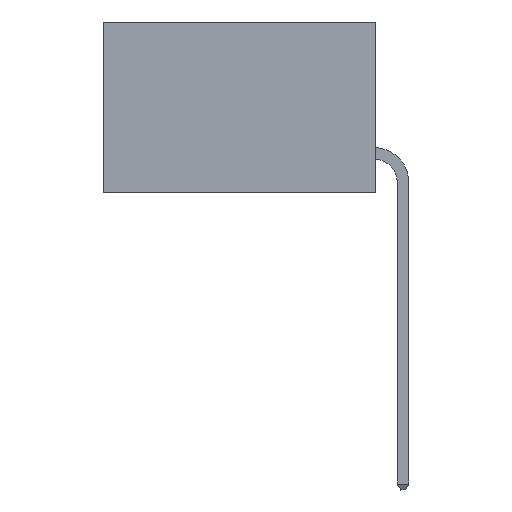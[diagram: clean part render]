
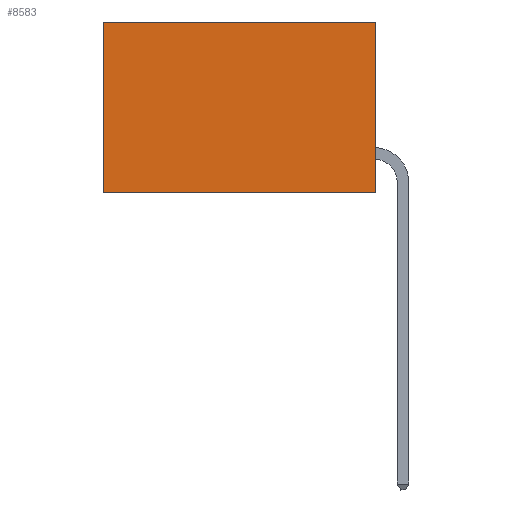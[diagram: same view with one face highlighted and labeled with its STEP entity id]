
A CAD part, left-side view. The second image highlights one B-rep face of the part: STEP entity #8583.
In plain terms, the highlighted planar face has unit normal (-1, 0, 0).
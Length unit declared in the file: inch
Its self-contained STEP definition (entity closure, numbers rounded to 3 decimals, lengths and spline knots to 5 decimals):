
#732 = EDGE_CURVE ( 'NONE', #4630, #5083, #10508, .T. ) ;
#991 = EDGE_CURVE ( 'NONE', #7020, #4630, #8995, .T. ) ;
#1330 = LINE ( 'NONE', #6566, #8718 ) ;
#2380 = CARTESIAN_POINT ( 'NONE',  ( 0.277, 0., -0.37 ) ) ;
#2972 = CARTESIAN_POINT ( 'NONE',  ( 0.277, 0., 0. ) ) ;
#3431 = DIRECTION ( 'NONE',  ( 0., 0., -1. ) ) ;
#3759 = AXIS2_PLACEMENT_3D ( 'NONE', #10843, #5508, #11720 ) ;
#3986 = LINE ( 'NONE', #7927, #8881 ) ;
#4565 = PLANE ( 'NONE',  #3759 ) ;
#4630 = VERTEX_POINT ( 'NONE', #7195 ) ;
#4658 = CARTESIAN_POINT ( 'NONE',  ( 0.277, 0.59, -0.37 ) ) ;
#4722 = ORIENTED_EDGE ( 'NONE', *, *, #7499, .F. ) ;
#4935 = EDGE_LOOP ( 'NONE', ( #9274, #4722, #7227, #9551 ) ) ;
#5083 = VERTEX_POINT ( 'NONE', #4658 ) ;
#5385 = VERTEX_POINT ( 'NONE', #2380 ) ;
#5508 = DIRECTION ( 'NONE',  ( 1., 0., 0. ) ) ;
#5604 = EDGE_CURVE ( 'NONE', #7020, #5385, #1330, .T. ) ;
#6068 = DIRECTION ( 'NONE',  ( 0., 1., 0. ) ) ;
#6566 = CARTESIAN_POINT ( 'NONE',  ( 0.277, 0., -0.37 ) ) ;
#6605 = DIRECTION ( 'NONE',  ( 0., 0., -1. ) ) ;
#6661 = VECTOR ( 'NONE', #10887, 39.37008 ) ;
#6841 = CARTESIAN_POINT ( 'NONE',  ( 0.277, 0.59, -0.37 ) ) ;
#7020 = VERTEX_POINT ( 'NONE', #9171 ) ;
#7077 = FACE_OUTER_BOUND ( 'NONE', #4935, .T. ) ;
#7195 = CARTESIAN_POINT ( 'NONE',  ( 0.277, 0.59, 0. ) ) ;
#7227 = ORIENTED_EDGE ( 'NONE', *, *, #5604, .F. ) ;
#7499 = EDGE_CURVE ( 'NONE', #5385, #5083, #3986, .T. ) ;
#7927 = CARTESIAN_POINT ( 'NONE',  ( 0.277, 0., -0.37 ) ) ;
#8486 = VECTOR ( 'NONE', #3431, 39.37008 ) ;
#8583 = ADVANCED_FACE ( 'NONE', ( #7077 ), #4565, .F. ) ;
#8718 = VECTOR ( 'NONE', #6605, 39.37008 ) ;
#8881 = VECTOR ( 'NONE', #6068, 39.37008 ) ;
#8995 = LINE ( 'NONE', #2972, #6661 ) ;
#9171 = CARTESIAN_POINT ( 'NONE',  ( 0.277, 0., 0. ) ) ;
#9274 = ORIENTED_EDGE ( 'NONE', *, *, #732, .T. ) ;
#9551 = ORIENTED_EDGE ( 'NONE', *, *, #991, .T. ) ;
#10508 = LINE ( 'NONE', #6841, #8486 ) ;
#10843 = CARTESIAN_POINT ( 'NONE',  ( 0.277, 0., -0.37 ) ) ;
#10887 = DIRECTION ( 'NONE',  ( 0., 1., 0. ) ) ;
#11720 = DIRECTION ( 'NONE',  ( 0., 0., -1. ) ) ;
